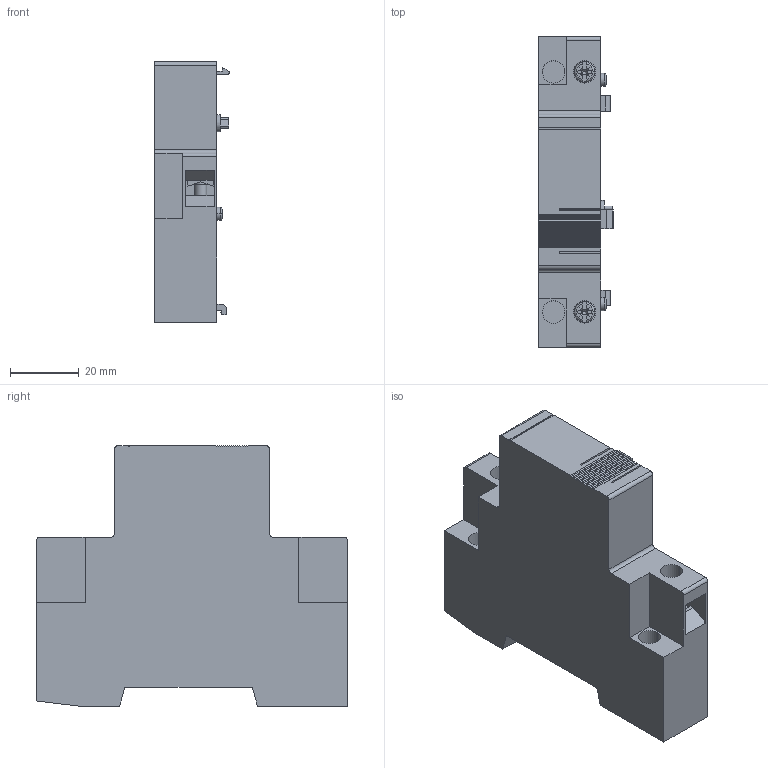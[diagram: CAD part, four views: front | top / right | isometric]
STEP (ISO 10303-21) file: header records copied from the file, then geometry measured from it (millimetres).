
FILE_DESCRIPTION(('FreeCAD Model'),'2;1');
FILE_NAME('3D-KT5-AA-24V.step', '2020-05-04T07:57:16',('Author'),(''), 'Open CASCADE STEP processor 7.2','FreeCAD','Unknown');
FILE_SCHEMA(('AUTOMOTIVE_DESIGN { 1 0 10303 214 1 1 1 1 }'));
Length unit declared in the file: millimetre
Products named in the file (6): 10004706808_ASM; 10004706806; 10004706807; SOLID001; SHELL001; 10004706807001
Assembly tree (7 placements, depth 3):
  10004706808_ASM
    10004706806
    10004706807
      SOLID001
      SHELL001
    10004706807001
      SOLID001
      SHELL001
Bounding box: 21.6 x 90 x 75.5 mm (x, y, z)
Volume: 85068.6 mm3; surface area: 22303.7 mm2
Topology: 3 solids, 5 shells, 467 faces, 1260 edges, 836 vertices
Faces by surface type: plane 246, cylinder 181, cone 28, torus 12
Entity records: 30573 total; most frequent: CARTESIAN_POINT 7153, DIRECTION 4011, LINE 2360, VECTOR 2360, ORIENTED_EDGE 2118, PCURVE 2118, DEFINITIONAL_REPRESENTATION 2118, EDGE_CURVE 1060
